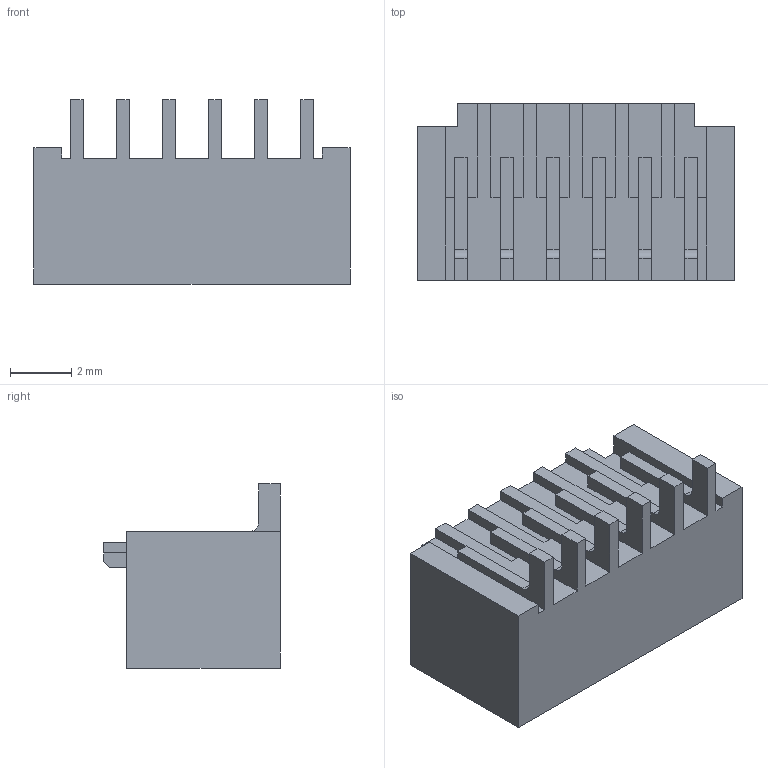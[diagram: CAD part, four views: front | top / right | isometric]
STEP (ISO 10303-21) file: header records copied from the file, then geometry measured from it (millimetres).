
FILE_DESCRIPTION( ( 'STEP AP214' ), '1' );
FILE_NAME( '874370643.stp', '2021-01-21T11:39:48', ( 'License CC BY-ND 4.0' ), ( 'CADENAS' ), ' ', 'PARTsolutions', ' ' );
FILE_SCHEMA( ( 'AUTOMOTIVE_DESIGN { 1 0 10303 214 1 1 1 1 }' ) );
Length unit declared in the file: millimetre
Products named in the file (2): 874370643; 1
Assembly tree (1 placements, depth 2):
  874370643
    1
Bounding box: 10.3 x 5.75 x 6 mm (x, y, z)
Volume: 129.9 mm3; surface area: 422.4 mm2
Topology: 1 solids, 1 shells, 146 faces, 406 edges, 268 vertices
Faces by surface type: plane 140, cylinder 6
Entity records: 4615 total; most frequent: CARTESIAN_POINT 822, ORIENTED_EDGE 812, DIRECTION 714, EDGE_CURVE 406, LINE 394, VECTOR 394, VERTEX_POINT 268, AXIS2_PLACEMENT_3D 160
